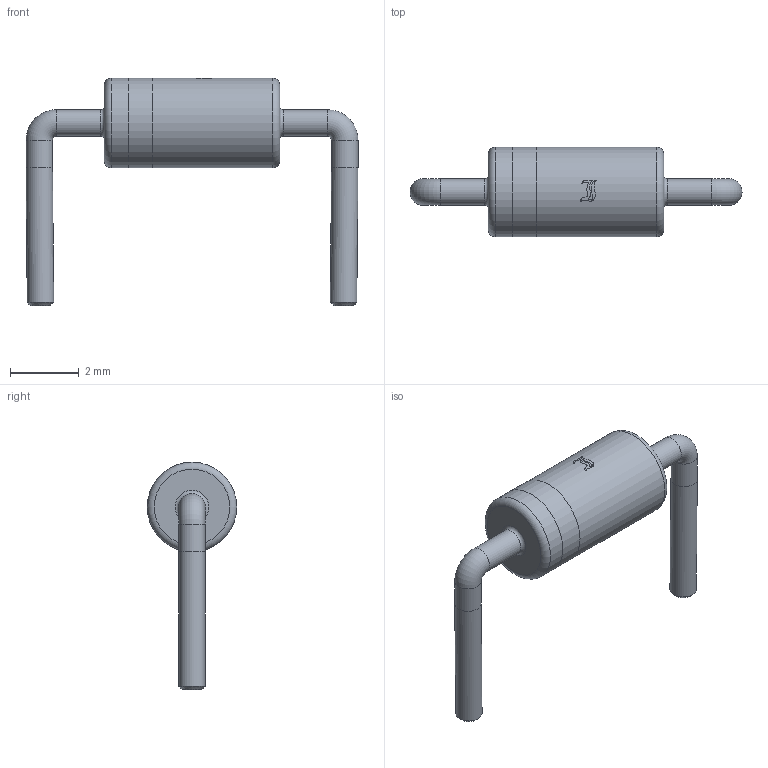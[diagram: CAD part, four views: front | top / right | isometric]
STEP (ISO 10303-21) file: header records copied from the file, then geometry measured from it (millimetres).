
FILE_DESCRIPTION(/* description */ (''),/* implementation_level */ '2;1');
FILE_NAME(/* name */ '1.stp',/* time_stamp */ '2019-10-07T21:42:23+02:00',/* author */ ('k'),/* organization */ (''),/* preprocessor_version */ 'ST-DEVELOPER v15.6',/* originating_system */ 'Autodesk Inventor 2015',/* authorisation */ '');
FILE_SCHEMA (('AUTOMOTIVE_DESIGN { 1 0 10303 214 3 1 1 }'));
Length unit declared in the file: millimetre
Products named in the file (5): 1; 2; 3; Diotec Logo
Bounding box: 9.65 x 2.6 x 6.62 mm (x, y, z)
Volume: 33.7 mm3; surface area: 112.4 mm2
Topology: 6 solids, 6 shells, 30 faces, 44 edges, 26 vertices
Faces by surface type: plane 11, cylinder 10, torus 6, cone 2, bspline 1
Full cylindrical faces by diameter (mm): 0.77 x6, 2.6 x3
Entity records: 1131 total; most frequent: CARTESIAN_POINT 553, DIRECTION 121, AXIS2_PLACEMENT_3D 60, ORIENTED_EDGE 50, EDGE_LOOP 47, FACE_OUTER_BOUND 30, ADVANCED_FACE 30, EDGE_CURVE 25
